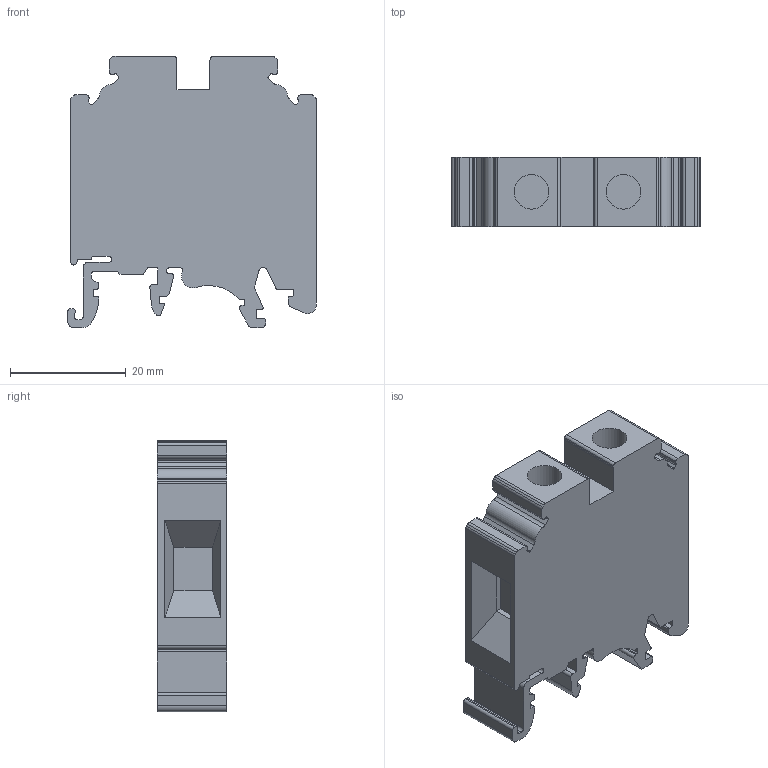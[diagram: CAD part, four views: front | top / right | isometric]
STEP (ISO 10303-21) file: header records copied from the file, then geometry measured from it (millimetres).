
FILE_DESCRIPTION( ( 'Unknown' ), '1' );
FILE_NAME( 'CTS16U.stp', 'Unknown', ( 'Unknown' ), ( 'Unknown' ), 'PSStep 14.0', 'Unknown', ' ' );
FILE_SCHEMA( ( 'AUTOMOTIVE_DESIGN { 1 0 10303 214 1 1 1 1 }' ) );
Length unit declared in the file: millimetre
Products named in the file (1): 1
Bounding box: 43 x 12 x 46.95 mm (x, y, z)
Volume: 17636.3 mm3; surface area: 6970.1 mm2
Topology: 1 solids, 1 shells, 188 faces, 538 edges, 356 vertices
Faces by surface type: plane 101, cylinder 87
Full cylindrical faces by diameter (mm): 6 x2
Entity records: 7682 total; most frequent: DIRECTION 1088, CARTESIAN_POINT 1081, ORIENTED_EDGE 1072, EDGE_CURVE 536, AXIS2_PLACEMENT_3D 363, LINE 362, VECTOR 362, VERTEX_POINT 356
